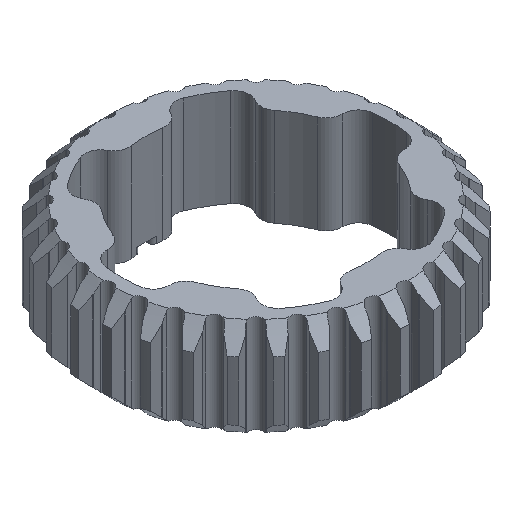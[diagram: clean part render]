
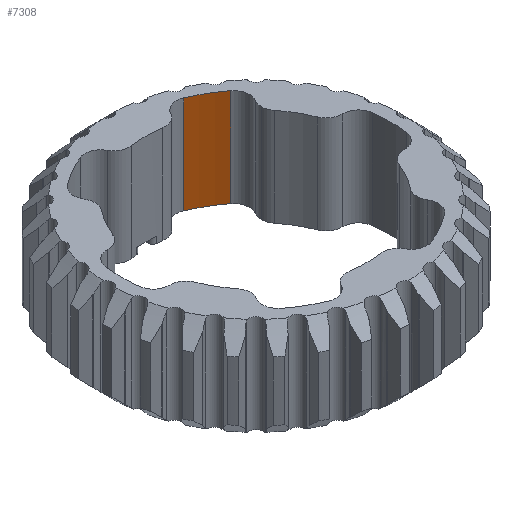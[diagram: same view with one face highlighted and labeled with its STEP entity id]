
A CAD part, isometric view. The second image highlights one B-rep face of the part: STEP entity #7308.
In plain terms, the highlighted cylindrical face has radius 17.462 mm (diameter 34.925 mm), a partial arc.
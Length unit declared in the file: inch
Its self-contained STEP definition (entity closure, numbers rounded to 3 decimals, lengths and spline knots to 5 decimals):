
#36 = CIRCLE ( 'NONE', #6397, 0.6875 ) ;
#501 = ORIENTED_EDGE ( 'NONE', *, *, #11005, .T. ) ;
#763 = FACE_OUTER_BOUND ( 'NONE', #5885, .T. ) ;
#824 = VECTOR ( 'NONE', #2541, 39.37008 ) ;
#1374 = LINE ( 'NONE', #4973, #14534 ) ;
#1745 = AXIS2_PLACEMENT_3D ( 'NONE', #14631, #9035, #8808 ) ;
#2248 = LINE ( 'NONE', #5908, #824 ) ;
#2406 = AXIS2_PLACEMENT_3D ( 'NONE', #11635, #8332, #10795 ) ;
#2541 = DIRECTION ( 'NONE',  ( 0., 0., 1. ) ) ;
#2803 = EDGE_CURVE ( 'NONE', #11197, #12348, #7792, .T. ) ;
#3362 = CARTESIAN_POINT ( 'NONE',  ( 0.26468, 0.63451, 0.25 ) ) ;
#4575 = CARTESIAN_POINT ( 'NONE',  ( 0.41716, 0.54648, 0.25 ) ) ;
#4836 = CARTESIAN_POINT ( 'NONE',  ( 0.41716, 0.54648, -0.25 ) ) ;
#4973 = CARTESIAN_POINT ( 'NONE',  ( 0.26468, 0.63451, 0.25047 ) ) ;
#5885 = EDGE_LOOP ( 'NONE', ( #12160, #9673, #10232, #501 ) ) ;
#5908 = CARTESIAN_POINT ( 'NONE',  ( 0.41716, 0.54648, 0.25047 ) ) ;
#6041 = DIRECTION ( 'NONE',  ( 0., 0., -1. ) ) ;
#6397 = AXIS2_PLACEMENT_3D ( 'NONE', #7392, #10007, #14451 ) ;
#6656 = CYLINDRICAL_SURFACE ( 'NONE', #1745, 0.6875 ) ;
#7308 = ADVANCED_FACE ( 'NONE', ( #763 ), #6656, .F. ) ;
#7392 = CARTESIAN_POINT ( 'NONE',  ( 0., 0., -0.25 ) ) ;
#7552 = EDGE_CURVE ( 'NONE', #10517, #13863, #36, .T. ) ;
#7792 = CIRCLE ( 'NONE', #2406, 0.6875 ) ;
#8332 = DIRECTION ( 'NONE',  ( 0., 0., 1. ) ) ;
#8808 = DIRECTION ( 'NONE',  ( -1., 0., 0. ) ) ;
#9035 = DIRECTION ( 'NONE',  ( 0., 0., -1. ) ) ;
#9673 = ORIENTED_EDGE ( 'NONE', *, *, #10512, .T. ) ;
#10007 = DIRECTION ( 'NONE',  ( 0., 0., 1. ) ) ;
#10232 = ORIENTED_EDGE ( 'NONE', *, *, #2803, .T. ) ;
#10512 = EDGE_CURVE ( 'NONE', #10517, #11197, #2248, .T. ) ;
#10517 = VERTEX_POINT ( 'NONE', #4836 ) ;
#10795 = DIRECTION ( 'NONE',  ( 1., 0., 0. ) ) ;
#11005 = EDGE_CURVE ( 'NONE', #12348, #13863, #1374, .T. ) ;
#11197 = VERTEX_POINT ( 'NONE', #4575 ) ;
#11635 = CARTESIAN_POINT ( 'NONE',  ( 0., 0., 0.25 ) ) ;
#12160 = ORIENTED_EDGE ( 'NONE', *, *, #7552, .F. ) ;
#12348 = VERTEX_POINT ( 'NONE', #3362 ) ;
#12568 = CARTESIAN_POINT ( 'NONE',  ( 0.26468, 0.63451, -0.25 ) ) ;
#13863 = VERTEX_POINT ( 'NONE', #12568 ) ;
#14451 = DIRECTION ( 'NONE',  ( 1., 0., 0. ) ) ;
#14534 = VECTOR ( 'NONE', #6041, 39.37008 ) ;
#14631 = CARTESIAN_POINT ( 'NONE',  ( 0., 0., 0.25047 ) ) ;
